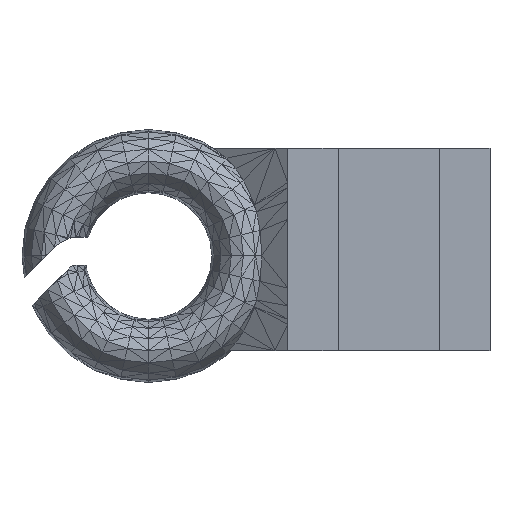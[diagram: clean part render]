
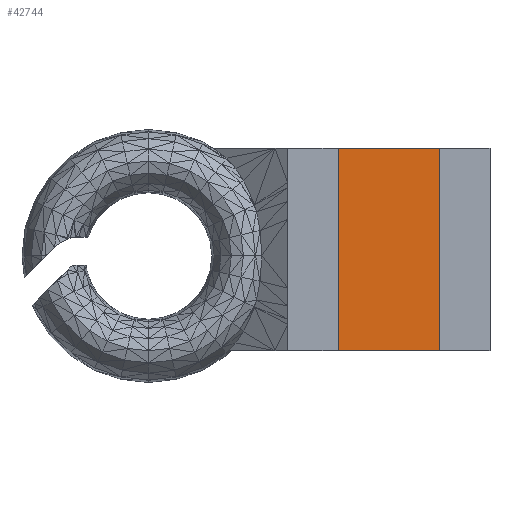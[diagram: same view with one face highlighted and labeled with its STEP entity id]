
A CAD part, top view. The second image highlights one B-rep face of the part: STEP entity #42744.
In plain terms, the highlighted planar face has unit normal (0, 0, 1).
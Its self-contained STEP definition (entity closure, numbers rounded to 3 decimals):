
#54 = PLANE('',#55);
#55 = AXIS2_PLACEMENT_3D('',#56,#57,#58);
#56 = CARTESIAN_POINT('',(-38.,5.,24.));
#57 = DIRECTION('',(0.,-1.,0.));
#58 = DIRECTION('',(0.,0.,-1.));
#645 = PLANE('',#646);
#646 = AXIS2_PLACEMENT_3D('',#647,#648,#649);
#647 = CARTESIAN_POINT('',(-21.998,-11.,3.999));
#648 = DIRECTION('',(0.,-1.,0.));
#649 = DIRECTION('',(0.,0.,-1.));
#1043 = VERTEX_POINT('',#1044);
#1044 = CARTESIAN_POINT('',(-25.997,-11.,3.996));
#1058 = PLANE('',#1059);
#1059 = AXIS2_PLACEMENT_3D('',#1060,#1061,#1062);
#1060 = CARTESIAN_POINT('',(-25.997,5.,3.996));
#1061 = DIRECTION('',(-1.,0.,0.));
#1062 = DIRECTION('',(0.,0.,-1.));
#1070 = EDGE_CURVE('',#1043,#1071,#1073,.T.);
#1071 = VERTEX_POINT('',#1072);
#1072 = CARTESIAN_POINT('',(-34.002,-11.,3.996));
#1073 = SURFACE_CURVE('',#1074,(#1078,#1085),.PCURVE_S1.);
#1074 = LINE('',#1075,#1076);
#1075 = CARTESIAN_POINT('',(-25.997,-11.,3.996));
#1076 = VECTOR('',#1077,1.);
#1077 = DIRECTION('',(-1.,0.,0.));
#1078 = PCURVE('',#645,#1079);
#1079 = DEFINITIONAL_REPRESENTATION('',(#1080),#1084);
#1080 = LINE('',#1081,#1082);
#1081 = CARTESIAN_POINT('',(0.003,-3.999));
#1082 = VECTOR('',#1083,1.);
#1083 = DIRECTION('',(0.,-1.));
#1084 = ( GEOMETRIC_REPRESENTATION_CONTEXT(2) 
PARAMETRIC_REPRESENTATION_CONTEXT() REPRESENTATION_CONTEXT('2D SPACE',''
  ) );
#1085 = PCURVE('',#1086,#1091);
#1086 = PLANE('',#1087);
#1087 = AXIS2_PLACEMENT_3D('',#1088,#1089,#1090);
#1088 = CARTESIAN_POINT('',(-34.002,5.,3.996));
#1089 = DIRECTION('',(0.,0.,-1.));
#1090 = DIRECTION('',(-1.,0.,0.));
#1091 = DEFINITIONAL_REPRESENTATION('',(#1092),#1096);
#1092 = LINE('',#1093,#1094);
#1093 = CARTESIAN_POINT('',(-8.005,-16.));
#1094 = VECTOR('',#1095,1.);
#1095 = DIRECTION('',(1.,0.));
#1096 = ( GEOMETRIC_REPRESENTATION_CONTEXT(2) 
PARAMETRIC_REPRESENTATION_CONTEXT() REPRESENTATION_CONTEXT('2D SPACE',''
  ) );
#1114 = PLANE('',#1115);
#1115 = AXIS2_PLACEMENT_3D('',#1116,#1117,#1118);
#1116 = CARTESIAN_POINT('',(-34.002,-11.,3.996));
#1117 = DIRECTION('',(1.,0.,0.));
#1118 = DIRECTION('',(0.,0.,1.));
#1544 = EDGE_CURVE('',#1545,#1071,#1547,.T.);
#1545 = VERTEX_POINT('',#1546);
#1546 = CARTESIAN_POINT('',(-34.002,5.,3.996));
#1547 = SURFACE_CURVE('',#1548,(#1552,#1559),.PCURVE_S1.);
#1548 = LINE('',#1549,#1550);
#1549 = CARTESIAN_POINT('',(-34.002,5.,3.996));
#1550 = VECTOR('',#1551,1.);
#1551 = DIRECTION('',(0.,-1.,0.));
#1552 = PCURVE('',#1114,#1553);
#1553 = DEFINITIONAL_REPRESENTATION('',(#1554),#1558);
#1554 = LINE('',#1555,#1556);
#1555 = CARTESIAN_POINT('',(0.,-16.));
#1556 = VECTOR('',#1557,1.);
#1557 = DIRECTION('',(0.,1.));
#1558 = ( GEOMETRIC_REPRESENTATION_CONTEXT(2) 
PARAMETRIC_REPRESENTATION_CONTEXT() REPRESENTATION_CONTEXT('2D SPACE',''
  ) );
#1559 = PCURVE('',#1086,#1560);
#1560 = DEFINITIONAL_REPRESENTATION('',(#1561),#1565);
#1561 = LINE('',#1562,#1563);
#1562 = CARTESIAN_POINT('',(0.,0.));
#1563 = VECTOR('',#1564,1.);
#1564 = DIRECTION('',(0.,-1.));
#1565 = ( GEOMETRIC_REPRESENTATION_CONTEXT(2) 
PARAMETRIC_REPRESENTATION_CONTEXT() REPRESENTATION_CONTEXT('2D SPACE',''
  ) );
#42744 = ADVANCED_FACE('',(#42745),#1086,.F.);
#42745 = FACE_BOUND('',#42746,.T.);
#42746 = EDGE_LOOP('',(#42747,#42748,#42749,#42772));
#42747 = ORIENTED_EDGE('',*,*,#1544,.T.);
#42748 = ORIENTED_EDGE('',*,*,#1070,.F.);
#42749 = ORIENTED_EDGE('',*,*,#42750,.T.);
#42750 = EDGE_CURVE('',#1043,#42751,#42753,.T.);
#42751 = VERTEX_POINT('',#42752);
#42752 = CARTESIAN_POINT('',(-25.997,5.,3.996));
#42753 = SURFACE_CURVE('',#42754,(#42758,#42765),.PCURVE_S1.);
#42754 = LINE('',#42755,#42756);
#42755 = CARTESIAN_POINT('',(-25.997,-11.,3.996));
#42756 = VECTOR('',#42757,1.);
#42757 = DIRECTION('',(0.,1.,0.));
#42758 = PCURVE('',#1086,#42759);
#42759 = DEFINITIONAL_REPRESENTATION('',(#42760),#42764);
#42760 = LINE('',#42761,#42762);
#42761 = CARTESIAN_POINT('',(-8.005,-16.));
#42762 = VECTOR('',#42763,1.);
#42763 = DIRECTION('',(0.,1.));
#42764 = ( GEOMETRIC_REPRESENTATION_CONTEXT(2) 
PARAMETRIC_REPRESENTATION_CONTEXT() REPRESENTATION_CONTEXT('2D SPACE',''
  ) );
#42765 = PCURVE('',#1058,#42766);
#42766 = DEFINITIONAL_REPRESENTATION('',(#42767),#42771);
#42767 = LINE('',#42768,#42769);
#42768 = CARTESIAN_POINT('',(0.,16.));
#42769 = VECTOR('',#42770,1.);
#42770 = DIRECTION('',(0.,-1.));
#42771 = ( GEOMETRIC_REPRESENTATION_CONTEXT(2) 
PARAMETRIC_REPRESENTATION_CONTEXT() REPRESENTATION_CONTEXT('2D SPACE',''
  ) );
#42772 = ORIENTED_EDGE('',*,*,#42773,.T.);
#42773 = EDGE_CURVE('',#42751,#1545,#42774,.T.);
#42774 = SURFACE_CURVE('',#42775,(#42779,#42786),.PCURVE_S1.);
#42775 = LINE('',#42776,#42777);
#42776 = CARTESIAN_POINT('',(-25.997,5.,3.996));
#42777 = VECTOR('',#42778,1.);
#42778 = DIRECTION('',(-1.,0.,0.));
#42779 = PCURVE('',#1086,#42780);
#42780 = DEFINITIONAL_REPRESENTATION('',(#42781),#42785);
#42781 = LINE('',#42782,#42783);
#42782 = CARTESIAN_POINT('',(-8.005,0.));
#42783 = VECTOR('',#42784,1.);
#42784 = DIRECTION('',(1.,0.));
#42785 = ( GEOMETRIC_REPRESENTATION_CONTEXT(2) 
PARAMETRIC_REPRESENTATION_CONTEXT() REPRESENTATION_CONTEXT('2D SPACE',''
  ) );
#42786 = PCURVE('',#54,#42787);
#42787 = DEFINITIONAL_REPRESENTATION('',(#42788),#42792);
#42788 = LINE('',#42789,#42790);
#42789 = CARTESIAN_POINT('',(20.004,12.003));
#42790 = VECTOR('',#42791,1.);
#42791 = DIRECTION('',(0.,-1.));
#42792 = ( GEOMETRIC_REPRESENTATION_CONTEXT(2) 
PARAMETRIC_REPRESENTATION_CONTEXT() REPRESENTATION_CONTEXT('2D SPACE',''
  ) );
